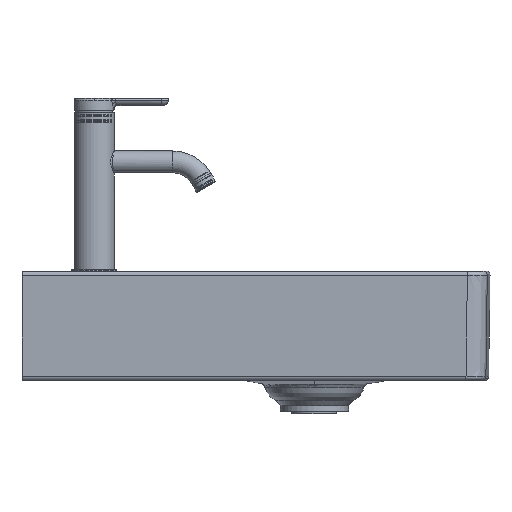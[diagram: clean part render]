
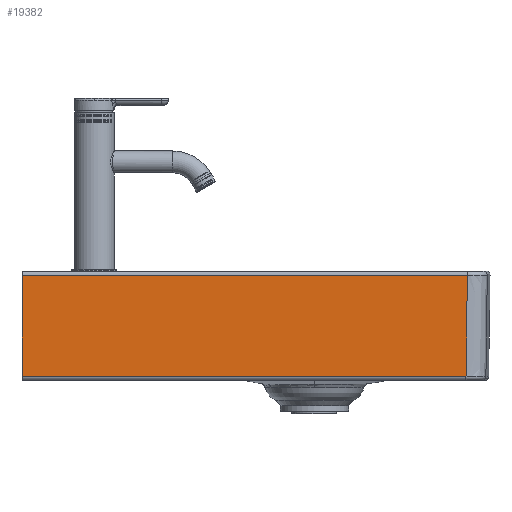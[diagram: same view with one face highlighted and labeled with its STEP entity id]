
A CAD part, front view. The second image highlights one B-rep face of the part: STEP entity #19382.
In plain terms, the highlighted planar face has unit normal (-0.001, -1, -0.014).
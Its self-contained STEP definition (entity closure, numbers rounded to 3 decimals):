
#19252=CARTESIAN_POINT('',(446.267,-498.556,-105.857));
#19253=VERTEX_POINT('',#19252);
#19326=CARTESIAN_POINT('',(447.638,-499.941,-4.359));
#19327=VERTEX_POINT('',#19326);
#19341=CARTESIAN_POINT('',(446.267,-498.556,-105.857));
#19342=DIRECTION('',(0.014,-0.014,1.));
#19343=VECTOR('',#19342,101.517);
#19344=LINE('',#19341,#19343);
#19345=EDGE_CURVE('',#19327,#19253,#19344,.F.);
#19352=CARTESIAN_POINT('',(0.0,-500.0,0.0));
#19353=DIRECTION('',(0.0,1.,0.014));
#19354=DIRECTION('',(0.0,-0.014,1.));
#19355=AXIS2_PLACEMENT_3D('',#19352,#19353,#19354);
#19356=PLANE('',#19355);
#19357=CARTESIAN_POINT('',(0.0,-499.941,-4.359));
#19358=VERTEX_POINT('',#19357);
#19359=CARTESIAN_POINT('',(447.638,-499.941,-4.359));
#19360=DIRECTION('',(-1.0,0.0,0.0));
#19361=VECTOR('',#19360,447.638);
#19362=LINE('',#19359,#19361);
#19363=EDGE_CURVE('',#19358,#19327,#19362,.F.);
#19364=ORIENTED_EDGE('',*,*,#19363,.F.);
#19365=CARTESIAN_POINT('',(0.0,-498.556,-105.857));
#19366=VERTEX_POINT('',#19365);
#19367=CARTESIAN_POINT('',(0.0,-499.941,-4.359));
#19368=DIRECTION('',(0.0,0.014,-1.));
#19369=VECTOR('',#19368,101.508);
#19370=LINE('',#19367,#19369);
#19371=EDGE_CURVE('',#19358,#19366,#19370,.T.);
#19372=ORIENTED_EDGE('',*,*,#19371,.T.);
#19373=CARTESIAN_POINT('',(446.267,-498.556,-105.857));
#19374=DIRECTION('',(-1.0,0.,0.));
#19375=VECTOR('',#19374,446.267);
#19376=LINE('',#19373,#19375);
#19377=EDGE_CURVE('',#19253,#19366,#19376,.T.);
#19378=ORIENTED_EDGE('',*,*,#19377,.F.);
#19379=ORIENTED_EDGE('',*,*,#19345,.F.);
#19380=EDGE_LOOP('',(#19364,#19372,#19378,#19379));
#19381=FACE_OUTER_BOUND('',#19380,.T.);
#19382=ADVANCED_FACE('',(#19381),#19356,.F.);
